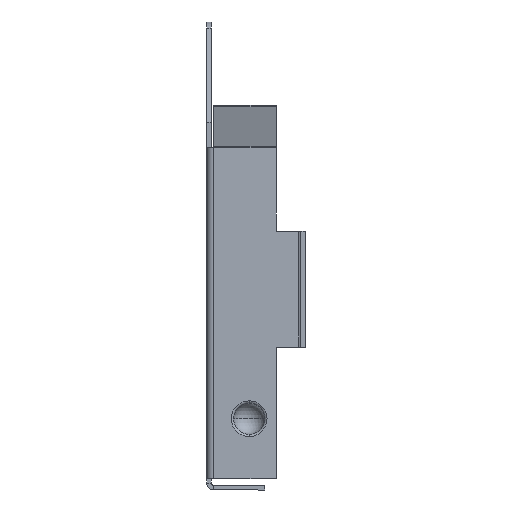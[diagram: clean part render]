
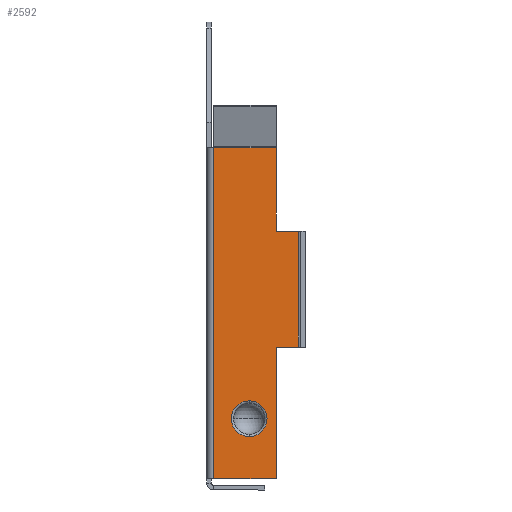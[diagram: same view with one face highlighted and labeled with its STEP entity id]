
A CAD part, left-side view. The second image highlights one B-rep face of the part: STEP entity #2592.
In plain terms, the highlighted planar face has unit normal (-1, 0, 0).
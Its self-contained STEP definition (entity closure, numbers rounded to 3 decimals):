
#5 = VERTEX_POINT ( 'NONE', #2777 ) ;
#94 = AXIS2_PLACEMENT_3D ( 'NONE', #3216, #3580, #531 ) ;
#124 = CARTESIAN_POINT ( 'NONE',  ( -11.94, 4.02, -9.75 ) ) ;
#231 = PLANE ( 'NONE',  #2583 ) ;
#424 = VECTOR ( 'NONE', #2619, 1000. ) ;
#429 = CARTESIAN_POINT ( 'NONE',  ( -11.94, 4.02, 0. ) ) ;
#479 = EDGE_CURVE ( 'NONE', #5, #3886, #4281, .T. ) ;
#531 = DIRECTION ( 'NONE',  ( 0., 0., -1. ) ) ;
#535 = CIRCLE ( 'NONE', #94, 0.784 ) ;
#561 = VECTOR ( 'NONE', #3822, 1000. ) ;
#637 = AXIS2_PLACEMENT_3D ( 'NONE', #1312, #638, #3411 ) ;
#638 = DIRECTION ( 'NONE',  ( 1., 0., 0. ) ) ;
#780 = VERTEX_POINT ( 'NONE', #4178 ) ;
#880 = CARTESIAN_POINT ( 'NONE',  ( -11.94, 2.46, -7.914 ) ) ;
#882 = EDGE_LOOP ( 'NONE', ( #4096, #1122, #3654, #3385, #4461, #3121, #2697, #3777 ) ) ;
#949 = EDGE_CURVE ( 'NONE', #4164, #1347, #1590, .T. ) ;
#979 = DIRECTION ( 'NONE',  ( 0., -1., 0. ) ) ;
#1122 = ORIENTED_EDGE ( 'NONE', *, *, #949, .F. ) ;
#1133 = VERTEX_POINT ( 'NONE', #124 ) ;
#1189 = CARTESIAN_POINT ( 'NONE',  ( -11.94, 1.27, -9.75 ) ) ;
#1253 = DIRECTION ( 'NONE',  ( 0., 0., -1. ) ) ;
#1312 = CARTESIAN_POINT ( 'NONE',  ( -11.94, 2.46, -7.13 ) ) ;
#1332 = VECTOR ( 'NONE', #2549, 1000. ) ;
#1343 = DIRECTION ( 'NONE',  ( 0., 0., -1. ) ) ;
#1347 = VERTEX_POINT ( 'NONE', #2181 ) ;
#1431 = VECTOR ( 'NONE', #2356, 1000. ) ;
#1577 = DIRECTION ( 'NONE',  ( 0., 0., -1. ) ) ;
#1590 = LINE ( 'NONE', #3761, #3794 ) ;
#1690 = CARTESIAN_POINT ( 'NONE',  ( -11.94, 0.3, 1.09 ) ) ;
#1700 = CARTESIAN_POINT ( 'NONE',  ( -11.94, 1.27, -9.75 ) ) ;
#1718 = VERTEX_POINT ( 'NONE', #3704 ) ;
#1735 = EDGE_CURVE ( 'NONE', #780, #4164, #2708, .T. ) ;
#1981 = LINE ( 'NONE', #3600, #1332 ) ;
#2142 = EDGE_CURVE ( 'NONE', #3053, #2406, #535, .T. ) ;
#2181 = CARTESIAN_POINT ( 'NONE',  ( -11.94, 0.3, -3.99 ) ) ;
#2191 = CARTESIAN_POINT ( 'NONE',  ( -11.94, 2.46, -6.346 ) ) ;
#2193 = LINE ( 'NONE', #3305, #424 ) ;
#2210 = EDGE_CURVE ( 'NONE', #1718, #1347, #1981, .T. ) ;
#2260 = CARTESIAN_POINT ( 'NONE',  ( -11.94, 1.27, 4.75 ) ) ;
#2295 = CIRCLE ( 'NONE', #637, 0.784 ) ;
#2327 = CARTESIAN_POINT ( 'NONE',  ( -11.94, 1.27, 1.09 ) ) ;
#2356 = DIRECTION ( 'NONE',  ( 0., -1., 0. ) ) ;
#2406 = VERTEX_POINT ( 'NONE', #2191 ) ;
#2451 = ORIENTED_EDGE ( 'NONE', *, *, #2142, .T. ) ;
#2513 = FACE_BOUND ( 'NONE', #4195, .T. ) ;
#2549 = DIRECTION ( 'NONE',  ( 0., -1., 0. ) ) ;
#2583 = AXIS2_PLACEMENT_3D ( 'NONE', #3300, #3314, #2626 ) ;
#2592 = ADVANCED_FACE ( 'NONE', ( #2513, #4388 ), #231, .F. ) ;
#2619 = DIRECTION ( 'NONE',  ( 0., 1., 0. ) ) ;
#2626 = DIRECTION ( 'NONE',  ( 0., 0., -1. ) ) ;
#2697 = ORIENTED_EDGE ( 'NONE', *, *, #2991, .F. ) ;
#2708 = LINE ( 'NONE', #2327, #2801 ) ;
#2777 = CARTESIAN_POINT ( 'NONE',  ( -11.94, 4.02, 4.75 ) ) ;
#2801 = VECTOR ( 'NONE', #979, 1000. ) ;
#2802 = VECTOR ( 'NONE', #1253, 1000. ) ;
#2912 = CARTESIAN_POINT ( 'NONE',  ( -11.94, 1.27, 4.75 ) ) ;
#2991 = EDGE_CURVE ( 'NONE', #3285, #1133, #2193, .T. ) ;
#3053 = VERTEX_POINT ( 'NONE', #880 ) ;
#3121 = ORIENTED_EDGE ( 'NONE', *, *, #4389, .T. ) ;
#3216 = CARTESIAN_POINT ( 'NONE',  ( -11.94, 2.46, -7.13 ) ) ;
#3227 = EDGE_CURVE ( 'NONE', #2406, #3053, #2295, .T. ) ;
#3285 = VERTEX_POINT ( 'NONE', #3842 ) ;
#3300 = CARTESIAN_POINT ( 'NONE',  ( -11.94, 1.27, 1.09 ) ) ;
#3305 = CARTESIAN_POINT ( 'NONE',  ( -11.94, 4.12, -9.75 ) ) ;
#3314 = DIRECTION ( 'NONE',  ( 1., 0., 0. ) ) ;
#3385 = ORIENTED_EDGE ( 'NONE', *, *, #3978, .F. ) ;
#3411 = DIRECTION ( 'NONE',  ( 0., 0., -1. ) ) ;
#3580 = DIRECTION ( 'NONE',  ( 1., 0., 0. ) ) ;
#3600 = CARTESIAN_POINT ( 'NONE',  ( -11.94, 1.27, -3.99 ) ) ;
#3654 = ORIENTED_EDGE ( 'NONE', *, *, #1735, .F. ) ;
#3704 = CARTESIAN_POINT ( 'NONE',  ( -11.94, 1.27, -3.99 ) ) ;
#3726 = LINE ( 'NONE', #1700, #561 ) ;
#3760 = ORIENTED_EDGE ( 'NONE', *, *, #3227, .T. ) ;
#3761 = CARTESIAN_POINT ( 'NONE',  ( -11.94, 0.3, 1.09 ) ) ;
#3777 = ORIENTED_EDGE ( 'NONE', *, *, #4353, .F. ) ;
#3794 = VECTOR ( 'NONE', #1343, 1000. ) ;
#3822 = DIRECTION ( 'NONE',  ( 0., 0., -1. ) ) ;
#3842 = CARTESIAN_POINT ( 'NONE',  ( -11.94, 1.27, -9.75 ) ) ;
#3886 = VERTEX_POINT ( 'NONE', #2912 ) ;
#3891 = LINE ( 'NONE', #429, #2802 ) ;
#3978 = EDGE_CURVE ( 'NONE', #3886, #780, #3726, .T. ) ;
#3997 = VECTOR ( 'NONE', #1577, 1000. ) ;
#4096 = ORIENTED_EDGE ( 'NONE', *, *, #2210, .T. ) ;
#4164 = VERTEX_POINT ( 'NONE', #1690 ) ;
#4178 = CARTESIAN_POINT ( 'NONE',  ( -11.94, 1.27, 1.09 ) ) ;
#4195 = EDGE_LOOP ( 'NONE', ( #2451, #3760 ) ) ;
#4267 = LINE ( 'NONE', #1189, #3997 ) ;
#4281 = LINE ( 'NONE', #2260, #1431 ) ;
#4353 = EDGE_CURVE ( 'NONE', #1718, #3285, #4267, .T. ) ;
#4388 = FACE_OUTER_BOUND ( 'NONE', #882, .T. ) ;
#4389 = EDGE_CURVE ( 'NONE', #5, #1133, #3891, .T. ) ;
#4461 = ORIENTED_EDGE ( 'NONE', *, *, #479, .F. ) ;
